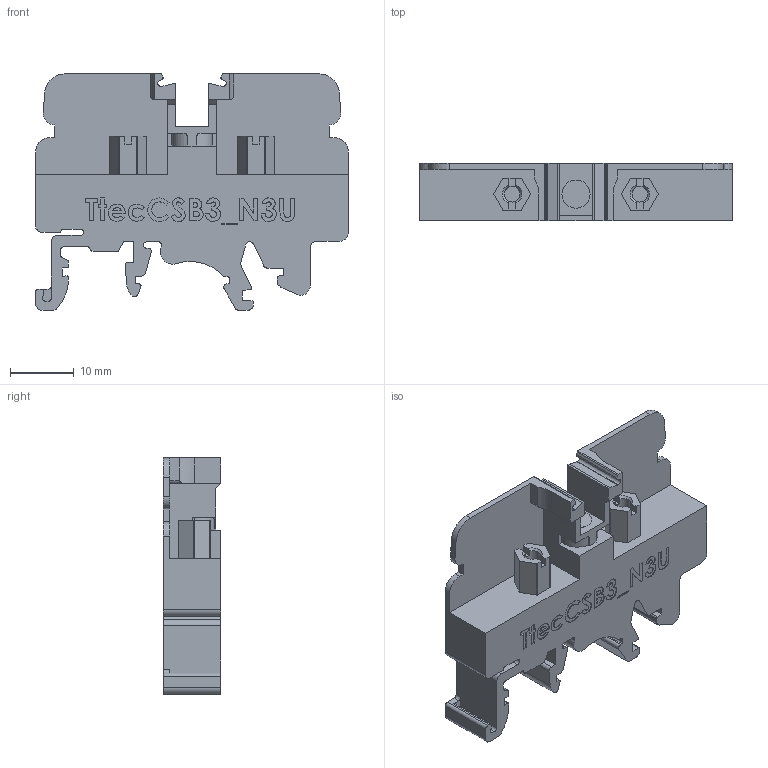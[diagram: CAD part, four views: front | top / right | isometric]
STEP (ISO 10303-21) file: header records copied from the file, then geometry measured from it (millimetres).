
FILE_DESCRIPTION (( 'STEP AP214' ), '1' );
FILE_NAME ('TtecCSB3_N3U.STEP', '2020-07-03T09:47:19', ( '' ), ( '' ), 'SwSTEP 2.0', 'SolidWorks 2020', '' );
FILE_SCHEMA (( 'AUTOMOTIVE_DESIGN' ));
Length unit declared in the file: millimetre
Products named in the file (1): TtecCSB3_N3U
Bounding box: 49 x 9 x 37 mm (x, y, z)
Volume: 7571.9 mm3; surface area: 5739.9 mm2
Topology: 1 solids, 10 shells, 787 faces, 2154 edges, 1428 vertices
Faces by surface type: plane 404, cylinder 212, bspline 156, cone 8, torus 5, sphere 2
Entity records: 38670 total; most frequent: CARTESIAN_POINT 14123, ORIENTED_EDGE 4308, DIRECTION 3476, EDGE_CURVE 2154, VERTEX_POINT 1428, LINE 1388, VECTOR 1388, AXIS2_PLACEMENT_3D 1044
